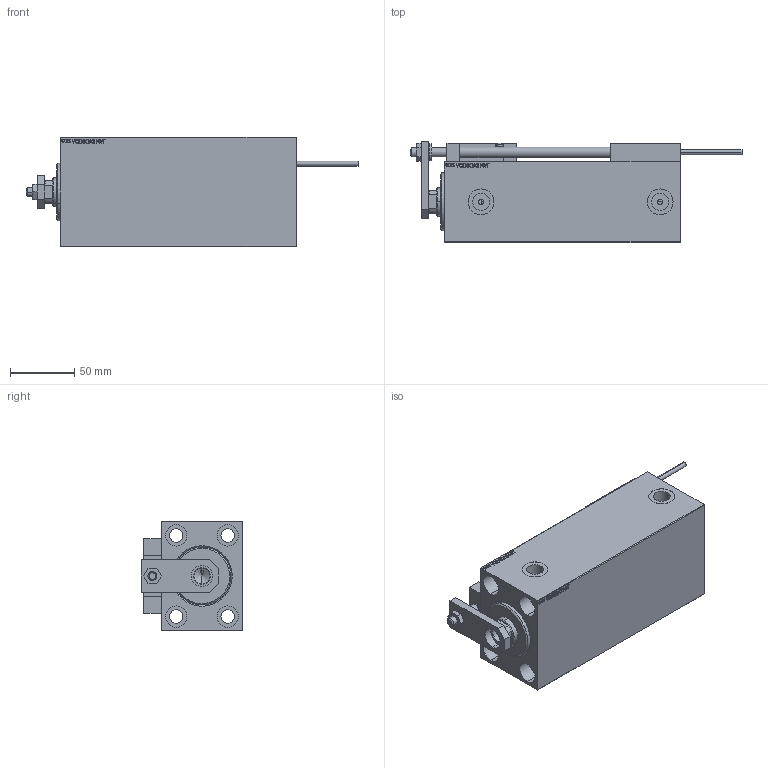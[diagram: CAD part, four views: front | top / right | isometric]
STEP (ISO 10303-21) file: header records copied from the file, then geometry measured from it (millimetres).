
FILE_DESCRIPTION (( 'STEP AP203' ), '1' );
FILE_NAME ('fbc8.STEP', '2022-04-17T08:28:27', ( '' ), ( '' ), 'SwSTEP 2.0', 'SolidWorks 2019', '' );
FILE_SCHEMA (( 'CONFIG_CONTROL_DESIGN' ));
Length unit declared in the file: millimetre
Products named in the file (15): Block 4d2bed12de728cf18508af8fd6d07a0d; NUT_D12 4d2bed12de728cf18508af8fd6d07a0d; SWITCH DIM B,W 4d2bed12de728cf18508af8fd6d07a0d; KONCOVKA 4d2bed12de728cf18508af8fd6d07a0d; fbc8; ALLEN BOLT D5 4d2bed12de728cf18508af8fd6d07a0d; ZARAZKA 4d2bed12de728cf18508af8fd6d07a0d; SWITCH X 4d2bed12de728cf18508af8fd6d07a0d; ALLEN BOLT D8 4d2bed12de728cf18508af8fd6d07a0d; SWITCH_X_FRONT_BACK 4d2bed12de728cf18508af8fd6d07a0d; TYC_L79 4d2bed12de728cf18508af8fd6d07a0d; MAGNET 4d2bed12de728cf18508af8fd6d07a0d; V450CM_C_Body 4d2bed12de728cf18508af8fd6d07a0d; V450CM_C_VCP 4d2bed12de728cf18508af8fd6d07a0d; V450CM_VC_B 4d2bed12de728cf18508af8fd6d07a0d
Assembly tree (24 placements, depth 3):
  fbc8
    V450CM_C_Body 4d2bed12de728cf18508af8fd6d07a0d
    SWITCH X 4d2bed12de728cf18508af8fd6d07a0d
      SWITCH_X_FRONT_BACK 4d2bed12de728cf18508af8fd6d07a0d  x2
      TYC_L79 4d2bed12de728cf18508af8fd6d07a0d
      Block 4d2bed12de728cf18508af8fd6d07a0d  x2
      ALLEN BOLT D5 4d2bed12de728cf18508af8fd6d07a0d  x4
      ALLEN BOLT D8 4d2bed12de728cf18508af8fd6d07a0d  x4
      MAGNET 4d2bed12de728cf18508af8fd6d07a0d  x2
      KONCOVKA 4d2bed12de728cf18508af8fd6d07a0d  x2
    NUT_D12 4d2bed12de728cf18508af8fd6d07a0d
    SWITCH DIM B,W 4d2bed12de728cf18508af8fd6d07a0d
    ZARAZKA 4d2bed12de728cf18508af8fd6d07a0d
    V450CM_C_VCP 4d2bed12de728cf18508af8fd6d07a0d
    V450CM_VC_B 4d2bed12de728cf18508af8fd6d07a0d
Bounding box: 257.7 x 78.5 x 85 mm (x, y, z)
Volume: 850790.9 mm3; surface area: 167050.1 mm2
Topology: 23 solids, 23 shells, 1299 faces, 3114 edges, 1991 vertices
Faces by surface type: plane 565, bspline 380, cylinder 200, cone 106, torus 44, sphere 4
Entity records: 50929 total; most frequent: CARTESIAN_POINT 26227, ORIENTED_EDGE 5248, DIRECTION 3550, EDGE_CURVE 2624, VERTEX_POINT 1715, LINE 1502, VECTOR 1502, EDGE_LOOP 1215
